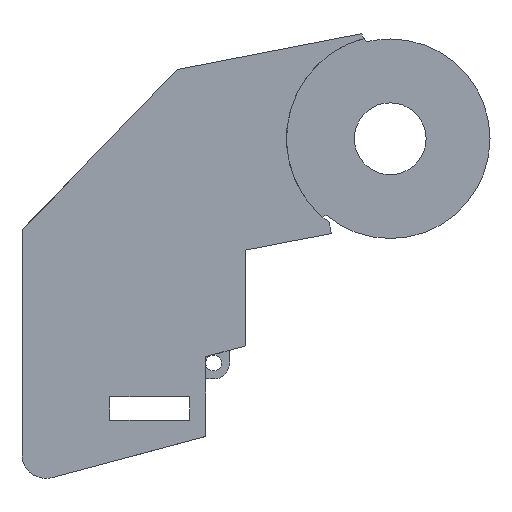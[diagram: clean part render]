
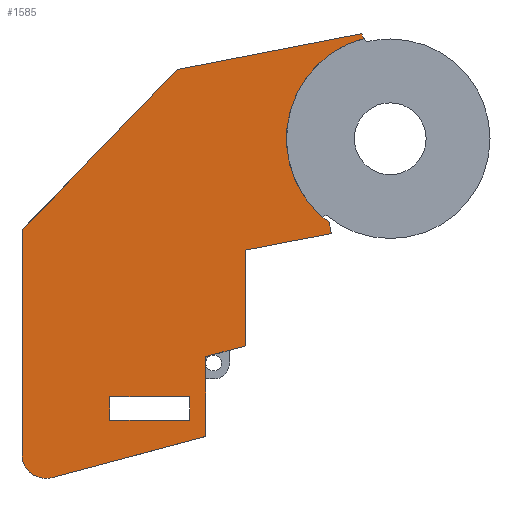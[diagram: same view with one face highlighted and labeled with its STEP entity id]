
A CAD part, left-side view. The second image highlights one B-rep face of the part: STEP entity #1585.
In plain terms, the highlighted planar face has unit normal (-1, 0, 0).
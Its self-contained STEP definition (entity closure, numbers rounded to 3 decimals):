
#12 = EDGE_CURVE ( 'NONE', #2046, #811, #1021, .T. ) ;
#14 = LINE ( 'NONE', #1091, #352 ) ;
#39 = DIRECTION ( 'NONE',  ( 0., -1., 0. ) ) ;
#54 = VECTOR ( 'NONE', #345, 1000. ) ;
#63 = EDGE_LOOP ( 'NONE', ( #581, #1949, #657, #1486 ) ) ;
#104 = AXIS2_PLACEMENT_3D ( 'NONE', #1362, #2133, #1367 ) ;
#109 = ORIENTED_EDGE ( 'NONE', *, *, #170, .T. ) ;
#120 = DIRECTION ( 'NONE',  ( 0., 0.982, -0.191 ) ) ;
#129 = EDGE_CURVE ( 'NONE', #811, #605, #2206, .T. ) ;
#135 = DIRECTION ( 'NONE',  ( 0., 0., 1. ) ) ;
#148 = CARTESIAN_POINT ( 'NONE',  ( -11., 46.137, -39.553 ) ) ;
#167 = DIRECTION ( 'NONE',  ( 0., 0., -1. ) ) ;
#170 = EDGE_CURVE ( 'NONE', #423, #832, #1131, .T. ) ;
#197 = EDGE_CURVE ( 'NONE', #655, #906, #265, .T. ) ;
#201 = VERTEX_POINT ( 'NONE', #1027 ) ;
#207 = VECTOR ( 'NONE', #120, 1000. ) ;
#211 = VECTOR ( 'NONE', #2370, 1000. ) ;
#244 = DIRECTION ( 'NONE',  ( -1., 0., 0. ) ) ;
#265 = LINE ( 'NONE', #2354, #1590 ) ;
#279 = EDGE_LOOP ( 'NONE', ( #991, #109, #395, #1059, #892, #546, #996, #660, #1097, #312, #565, #983 ) ) ;
#307 = CARTESIAN_POINT ( 'NONE',  ( -11., 7.377, -11.868 ) ) ;
#312 = ORIENTED_EDGE ( 'NONE', *, *, #603, .F. ) ;
#325 = CARTESIAN_POINT ( 'NONE',  ( -11., -7.775, -29.017 ) ) ;
#334 = EDGE_CURVE ( 'NONE', #1606, #201, #2447, .T. ) ;
#345 = DIRECTION ( 'NONE',  ( 0., 0.191, 0.982 ) ) ;
#352 = VECTOR ( 'NONE', #1671, 1000. ) ;
#356 = VECTOR ( 'NONE', #427, 1000. ) ;
#361 = CARTESIAN_POINT ( 'NONE',  ( -11., 9.331, -1.814 ) ) ;
#370 = DIRECTION ( 'NONE',  ( 0., 0., 1. ) ) ;
#395 = ORIENTED_EDGE ( 'NONE', *, *, #1294, .T. ) ;
#406 = VECTOR ( 'NONE', #39, 1000. ) ;
#423 = VERTEX_POINT ( 'NONE', #148 ) ;
#427 = DIRECTION ( 'NONE',  ( 0., 0.695, -0.719 ) ) ;
#433 = EDGE_CURVE ( 'NONE', #2107, #2146, #14, .T. ) ;
#474 = CARTESIAN_POINT ( 'NONE',  ( -11., 42.36, -42.45 ) ) ;
#536 = CARTESIAN_POINT ( 'NONE',  ( -11., 46.137, 0. ) ) ;
#546 = ORIENTED_EDGE ( 'NONE', *, *, #1914, .T. ) ;
#564 = AXIS2_PLACEMENT_3D ( 'NONE', #2328, #244, #1574 ) ;
#565 = ORIENTED_EDGE ( 'NONE', *, *, #334, .T. ) ;
#581 = ORIENTED_EDGE ( 'NONE', *, *, #2259, .F. ) ;
#603 = EDGE_CURVE ( 'NONE', #1606, #1161, #1691, .T. ) ;
#605 = VERTEX_POINT ( 'NONE', #1505 ) ;
#645 = VECTOR ( 'NONE', #167, 1000. ) ;
#655 = VERTEX_POINT ( 'NONE', #1922 ) ;
#657 = ORIENTED_EDGE ( 'NONE', *, *, #433, .F. ) ;
#660 = ORIENTED_EDGE ( 'NONE', *, *, #1136, .T. ) ;
#666 = VERTEX_POINT ( 'NONE', #772 ) ;
#675 = CARTESIAN_POINT ( 'NONE',  ( -11., 46.137, -11.462 ) ) ;
#680 = CARTESIAN_POINT ( 'NONE',  ( -11., 2.597, 13.362 ) ) ;
#704 = CARTESIAN_POINT ( 'NONE',  ( -11., 25.137, 0. ) ) ;
#732 = CARTESIAN_POINT ( 'NONE',  ( -11., -3.153, 1.894 ) ) ;
#762 = CARTESIAN_POINT ( 'NONE',  ( -11., 35.137, -35.299 ) ) ;
#772 = CARTESIAN_POINT ( 'NONE',  ( -11., 25.137, -35.299 ) ) ;
#798 = CARTESIAN_POINT ( 'NONE',  ( -11., 3.618, 13.163 ) ) ;
#811 = VERTEX_POINT ( 'NONE', #1169 ) ;
#832 = VERTEX_POINT ( 'NONE', #474 ) ;
#837 = CARTESIAN_POINT ( 'NONE',  ( -11., 7.639, -10.519 ) ) ;
#838 = EDGE_CURVE ( 'NONE', #1161, #2371, #918, .T. ) ;
#882 = VECTOR ( 'NONE', #2443, 1000. ) ;
#885 = DIRECTION ( 'NONE',  ( 0., 0., -1. ) ) ;
#889 = EDGE_CURVE ( 'NONE', #201, #2343, #1658, .T. ) ;
#892 = ORIENTED_EDGE ( 'NONE', *, *, #129, .T. ) ;
#906 = VERTEX_POINT ( 'NONE', #307 ) ;
#918 = CIRCLE ( 'NONE', #104, 13. ) ;
#949 = CARTESIAN_POINT ( 'NONE',  ( -11., 25.137, -32.299 ) ) ;
#973 = LINE ( 'NONE', #325, #211 ) ;
#983 = ORIENTED_EDGE ( 'NONE', *, *, #889, .T. ) ;
#991 = ORIENTED_EDGE ( 'NONE', *, *, #1491, .T. ) ;
#996 = ORIENTED_EDGE ( 'NONE', *, *, #197, .T. ) ;
#1017 = DIRECTION ( 'NONE',  ( 0., -0.982, 0.191 ) ) ;
#1021 = LINE ( 'NONE', #1522, #1581 ) ;
#1027 = CARTESIAN_POINT ( 'NONE',  ( -11., 26.686, 8.679 ) ) ;
#1059 = ORIENTED_EDGE ( 'NONE', *, *, #12, .T. ) ;
#1091 = CARTESIAN_POINT ( 'NONE',  ( -11., 0., -32.299 ) ) ;
#1097 = ORIENTED_EDGE ( 'NONE', *, *, #838, .F. ) ;
#1114 = FACE_BOUND ( 'NONE', #63, .T. ) ;
#1131 = CIRCLE ( 'NONE', #2105, 3. ) ;
#1136 = EDGE_CURVE ( 'NONE', #906, #2371, #1198, .T. ) ;
#1142 = LINE ( 'NONE', #536, #645 ) ;
#1161 = VERTEX_POINT ( 'NONE', #1695 ) ;
#1169 = CARTESIAN_POINT ( 'NONE',  ( -11., 23.137, -27.299 ) ) ;
#1185 = VECTOR ( 'NONE', #1849, 1000. ) ;
#1198 = LINE ( 'NONE', #361, #54 ) ;
#1254 = DIRECTION ( 'NONE',  ( -1., 0., 0. ) ) ;
#1275 = DIRECTION ( 'NONE',  ( 0., 0., 1. ) ) ;
#1280 = CARTESIAN_POINT ( 'NONE',  ( -11., -5.275, -19.687 ) ) ;
#1294 = EDGE_CURVE ( 'NONE', #832, #2046, #973, .T. ) ;
#1362 = CARTESIAN_POINT ( 'NONE',  ( -11., 0., 0. ) ) ;
#1367 = DIRECTION ( 'NONE',  ( 0., 0., 1. ) ) ;
#1381 = CARTESIAN_POINT ( 'NONE',  ( -11., 0., -35.299 ) ) ;
#1385 = PLANE ( 'NONE',  #564 ) ;
#1457 = EDGE_CURVE ( 'NONE', #666, #2107, #2420, .T. ) ;
#1486 = ORIENTED_EDGE ( 'NONE', *, *, #1457, .F. ) ;
#1491 = EDGE_CURVE ( 'NONE', #2343, #423, #1142, .T. ) ;
#1502 = VERTEX_POINT ( 'NONE', #762 ) ;
#1505 = CARTESIAN_POINT ( 'NONE',  ( -11., 18.137, -25.96 ) ) ;
#1512 = LINE ( 'NONE', #2029, #1778 ) ;
#1522 = CARTESIAN_POINT ( 'NONE',  ( -11., 23.137, 0. ) ) ;
#1560 = CARTESIAN_POINT ( 'NONE',  ( -11., 18.146, 17.523 ) ) ;
#1574 = DIRECTION ( 'NONE',  ( 0., 0., -1. ) ) ;
#1581 = VECTOR ( 'NONE', #1717, 1000. ) ;
#1585 = ADVANCED_FACE ( 'NONE', ( #1114, #2184 ), #1385, .T. ) ;
#1590 = VECTOR ( 'NONE', #1017, 1000. ) ;
#1606 = VERTEX_POINT ( 'NONE', #798 ) ;
#1631 = VECTOR ( 'NONE', #885, 1000. ) ;
#1658 = LINE ( 'NONE', #1560, #356 ) ;
#1671 = DIRECTION ( 'NONE',  ( 0., 1., 0. ) ) ;
#1686 = CARTESIAN_POINT ( 'NONE',  ( -11., 23.137, -37.299 ) ) ;
#1691 = LINE ( 'NONE', #732, #882 ) ;
#1695 = CARTESIAN_POINT ( 'NONE',  ( -11., 3.269, 12.582 ) ) ;
#1717 = DIRECTION ( 'NONE',  ( 0., 0., 1. ) ) ;
#1778 = VECTOR ( 'NONE', #135, 1000. ) ;
#1842 = CARTESIAN_POINT ( 'NONE',  ( -11., 35.137, 0. ) ) ;
#1849 = DIRECTION ( 'NONE',  ( 0., -0.966, 0.259 ) ) ;
#1914 = EDGE_CURVE ( 'NONE', #605, #655, #1512, .T. ) ;
#1920 = EDGE_CURVE ( 'NONE', #2146, #1502, #2134, .T. ) ;
#1922 = CARTESIAN_POINT ( 'NONE',  ( -11., 18.137, -13.96 ) ) ;
#1949 = ORIENTED_EDGE ( 'NONE', *, *, #1920, .F. ) ;
#2029 = CARTESIAN_POINT ( 'NONE',  ( -11., 18.137, 0. ) ) ;
#2046 = VERTEX_POINT ( 'NONE', #1686 ) ;
#2105 = AXIS2_PLACEMENT_3D ( 'NONE', #2214, #1254, #370 ) ;
#2107 = VERTEX_POINT ( 'NONE', #949 ) ;
#2133 = DIRECTION ( 'NONE',  ( -1., 0., 0. ) ) ;
#2134 = LINE ( 'NONE', #1842, #1631 ) ;
#2146 = VERTEX_POINT ( 'NONE', #2456 ) ;
#2184 = FACE_OUTER_BOUND ( 'NONE', #279, .T. ) ;
#2206 = LINE ( 'NONE', #1280, #1185 ) ;
#2214 = CARTESIAN_POINT ( 'NONE',  ( -11., 43.137, -39.553 ) ) ;
#2259 = EDGE_CURVE ( 'NONE', #1502, #666, #2412, .T. ) ;
#2328 = CARTESIAN_POINT ( 'NONE',  ( -11., 0., 0. ) ) ;
#2343 = VERTEX_POINT ( 'NONE', #675 ) ;
#2354 = CARTESIAN_POINT ( 'NONE',  ( -11., -1.954, -10.054 ) ) ;
#2360 = VECTOR ( 'NONE', #1275, 1000. ) ;
#2370 = DIRECTION ( 'NONE',  ( 0., -0.966, 0.259 ) ) ;
#2371 = VERTEX_POINT ( 'NONE', #837 ) ;
#2412 = LINE ( 'NONE', #1381, #406 ) ;
#2420 = LINE ( 'NONE', #704, #2360 ) ;
#2443 = DIRECTION ( 'NONE',  ( 0., -0.515, -0.857 ) ) ;
#2447 = LINE ( 'NONE', #680, #207 ) ;
#2456 = CARTESIAN_POINT ( 'NONE',  ( -11., 35.137, -32.299 ) ) ;
